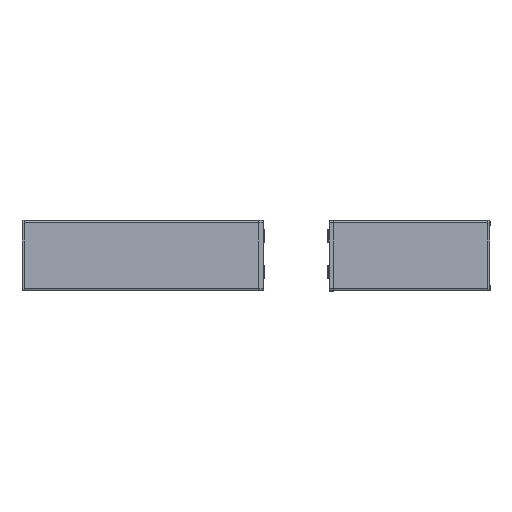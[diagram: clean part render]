
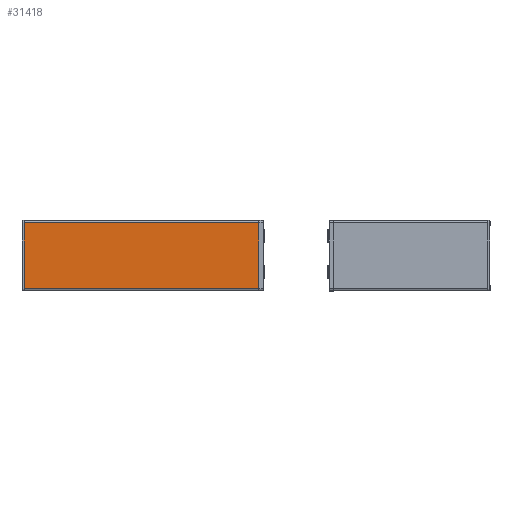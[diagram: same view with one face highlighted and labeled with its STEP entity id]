
A CAD part, left-side view. The second image highlights one B-rep face of the part: STEP entity #31418.
In plain terms, the highlighted planar face has unit normal (-1, 0, 0).
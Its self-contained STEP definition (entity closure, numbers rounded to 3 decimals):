
#1306 = VERTEX_POINT ( 'NONE', #177900 ) ;
#5648 = EDGE_CURVE ( 'NONE', #167465, #141018, #19248, .T. ) ;
#19248 = LINE ( 'NONE', #110092, #74612 ) ;
#20267 = LINE ( 'NONE', #159449, #119490 ) ;
#21250 = DIRECTION ( 'NONE',  ( 0., 1., 0. ) ) ;
#31418 = ADVANCED_FACE ( 'NONE', ( #59982 ), #100543, .T. ) ;
#48057 = VERTEX_POINT ( 'NONE', #166141 ) ;
#51374 = CARTESIAN_POINT ( 'NONE',  ( -414.45, 1485.489, -173.634 ) ) ;
#52342 = LINE ( 'NONE', #51374, #150810 ) ;
#59982 = FACE_OUTER_BOUND ( 'NONE', #110401, .T. ) ;
#72874 = DIRECTION ( 'NONE',  ( 0., -1., 0. ) ) ;
#74612 = VECTOR ( 'NONE', #170342, 1000. ) ;
#74719 = CARTESIAN_POINT ( 'NONE',  ( -414.45, 1485.489, -75.634 ) ) ;
#78741 = EDGE_CURVE ( 'NONE', #1306, #167465, #52342, .T. ) ;
#83880 = DIRECTION ( 'NONE',  ( 0., -1., 0. ) ) ;
#100543 = PLANE ( 'NONE',  #186490 ) ;
#101516 = DIRECTION ( 'NONE',  ( -1., 0., 0. ) ) ;
#110092 = CARTESIAN_POINT ( 'NONE',  ( -414.45, 1135.489, -75.634 ) ) ;
#110401 = EDGE_LOOP ( 'NONE', ( #121135, #165304, #179425, #113910 ) ) ;
#113910 = ORIENTED_EDGE ( 'NONE', *, *, #78741, .T. ) ;
#119490 = VECTOR ( 'NONE', #21250, 1000. ) ;
#120109 = DIRECTION ( 'NONE',  ( 0., 0., -1. ) ) ;
#121135 = ORIENTED_EDGE ( 'NONE', *, *, #5648, .T. ) ;
#123798 = VECTOR ( 'NONE', #120109, 1000. ) ;
#133761 = EDGE_CURVE ( 'NONE', #141018, #48057, #20267, .T. ) ;
#141018 = VERTEX_POINT ( 'NONE', #183909 ) ;
#148098 = EDGE_CURVE ( 'NONE', #48057, #1306, #182367, .T. ) ;
#150810 = VECTOR ( 'NONE', #83880, 1000. ) ;
#159449 = CARTESIAN_POINT ( 'NONE',  ( -414.45, 1485.489, -75.634 ) ) ;
#165304 = ORIENTED_EDGE ( 'NONE', *, *, #133761, .T. ) ;
#166141 = CARTESIAN_POINT ( 'NONE',  ( -414.45, 1485.489, -75.634 ) ) ;
#167465 = VERTEX_POINT ( 'NONE', #179031 ) ;
#170342 = DIRECTION ( 'NONE',  ( 0., 0., 1. ) ) ;
#177900 = CARTESIAN_POINT ( 'NONE',  ( -414.45, 1485.489, -173.634 ) ) ;
#179031 = CARTESIAN_POINT ( 'NONE',  ( -414.45, 1135.489, -173.634 ) ) ;
#179425 = ORIENTED_EDGE ( 'NONE', *, *, #148098, .T. ) ;
#182367 = LINE ( 'NONE', #74719, #123798 ) ;
#183909 = CARTESIAN_POINT ( 'NONE',  ( -414.45, 1135.489, -75.634 ) ) ;
#186490 = AXIS2_PLACEMENT_3D ( 'NONE', #191464, #101516, #72874 ) ;
#191464 = CARTESIAN_POINT ( 'NONE',  ( -414.45, 1485.489, -75.634 ) ) ;
